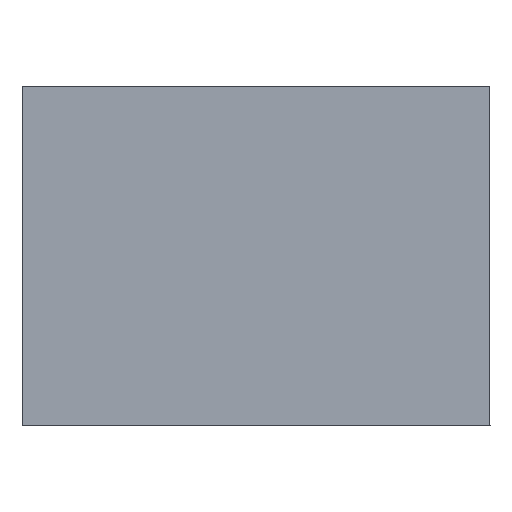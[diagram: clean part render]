
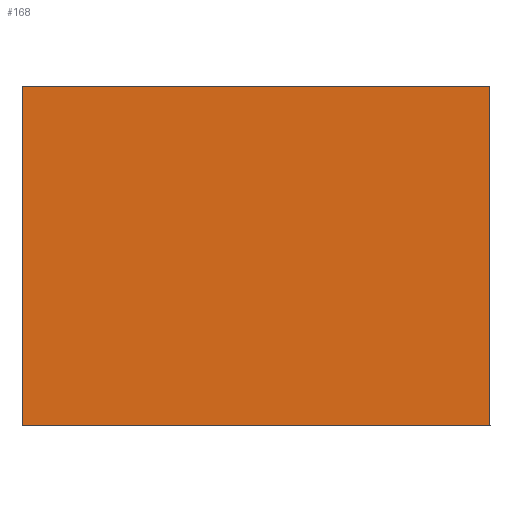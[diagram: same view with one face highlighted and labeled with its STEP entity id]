
A CAD part, left-side view. The second image highlights one B-rep face of the part: STEP entity #168.
In plain terms, the highlighted planar face has unit normal (-1, 0, 0).
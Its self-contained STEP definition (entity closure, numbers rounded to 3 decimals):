
#27=FACE_OUTER_BOUND('',#38,.T.);
#38=EDGE_LOOP('',(#133,#134,#135,#136));
#52=LINE('',#14153,#66);
#54=LINE('',#14157,#68);
#55=LINE('',#14159,#69);
#56=LINE('',#14160,#70);
#66=VECTOR('',#211,10.);
#68=VECTOR('',#215,10.);
#69=VECTOR('',#216,10.);
#70=VECTOR('',#217,10.);
#84=VERTEX_POINT('',#14150);
#85=VERTEX_POINT('',#14152);
#86=VERTEX_POINT('',#14156);
#87=VERTEX_POINT('',#14158);
#101=EDGE_CURVE('',#85,#84,#52,.T.);
#103=EDGE_CURVE('',#86,#84,#54,.T.);
#104=EDGE_CURVE('',#87,#86,#55,.T.);
#105=EDGE_CURVE('',#85,#87,#56,.T.);
#133=ORIENTED_EDGE('',*,*,#101,.T.);
#134=ORIENTED_EDGE('',*,*,#103,.F.);
#135=ORIENTED_EDGE('',*,*,#104,.F.);
#136=ORIENTED_EDGE('',*,*,#105,.F.);
#157=PLANE('',#192);
#168=ADVANCED_FACE('',(#27),#157,.T.);
#192=AXIS2_PLACEMENT_3D('',#14155,#213,#214);
#211=DIRECTION('',(0.,0.,1.));
#213=DIRECTION('center_axis',(-1.,0.,0.));
#214=DIRECTION('ref_axis',(0.,-1.,0.));
#215=DIRECTION('',(0.,-1.,0.));
#216=DIRECTION('',(0.,0.,1.));
#217=DIRECTION('',(0.,1.,0.));
#14150=CARTESIAN_POINT('',(-100.,400.,290.));
#14152=CARTESIAN_POINT('',(-100.,400.,0.));
#14153=CARTESIAN_POINT('',(-100.,400.,72.5));
#14155=CARTESIAN_POINT('Origin',(-100.,800.,0.));
#14156=CARTESIAN_POINT('',(-100.,800.,290.));
#14157=CARTESIAN_POINT('',(-100.,0.,290.));
#14158=CARTESIAN_POINT('',(-100.,800.,0.));
#14159=CARTESIAN_POINT('',(-100.,800.,0.));
#14160=CARTESIAN_POINT('',(-100.,0.,0.));
